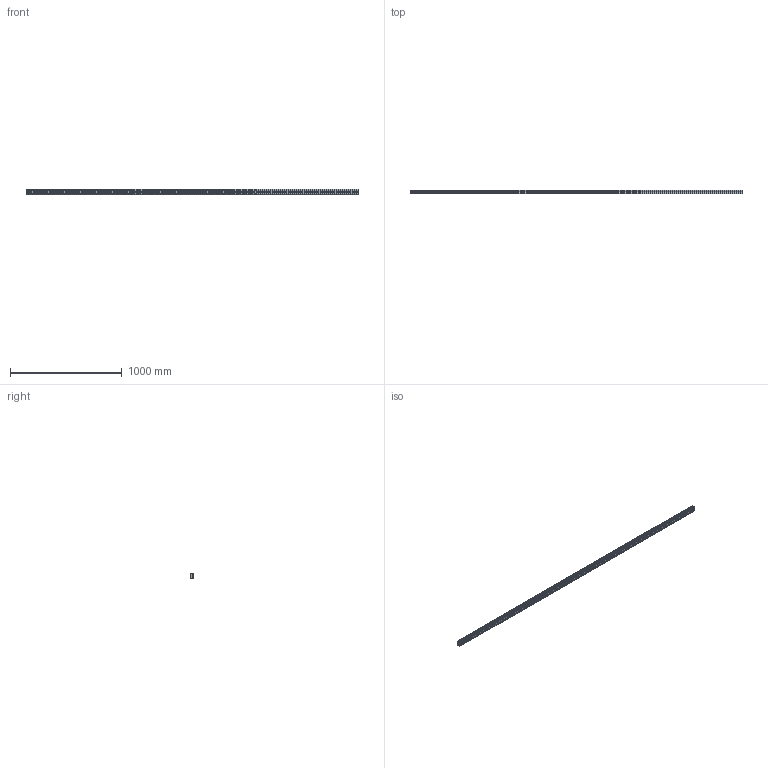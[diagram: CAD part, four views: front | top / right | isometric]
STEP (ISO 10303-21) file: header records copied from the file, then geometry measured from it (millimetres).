
FILE_DESCRIPTION (( 'STEP AP214' ), '1' );
FILE_NAME ('SHS45C1SS-2970L_G15_0_B-PT18_1415_0_0_0_1.STEP', '2021-06-24T09:35:37', ( '' ), ( '' ), 'SwSTEP 2.0', 'SolidWorks 2021', '' );
FILE_SCHEMA (( 'AUTOMOTIVE_DESIGN' ));
Length unit declared in the file: millimetre
Products named in the file (2): _SHS45C297015 Track; SHS45C1SS-2970L_G15_0_B-PT18_1415_0_0_0_1
Assembly tree (1 placements, depth 2):
  SHS45C1SS-2970L_G15_0_B-PT18_1415_0_0_0_1
    _SHS45C297015 Track
Bounding box: 2970 x 32 x 45 mm (x, y, z)
Volume: 3703649.3 mm3; surface area: 506005 mm2
Topology: 1 solids, 1 shells, 218 faces, 532 edges, 316 vertices
Faces by surface type: cylinder 136, plane 82
Entity records: 6562 total; most frequent: DIRECTION 1248, CARTESIAN_POINT 1070, ORIENTED_EDGE 1064, EDGE_CURVE 532, AXIS2_PLACEMENT_3D 494, VERTEX_POINT 316, EDGE_LOOP 276, CIRCLE 272
